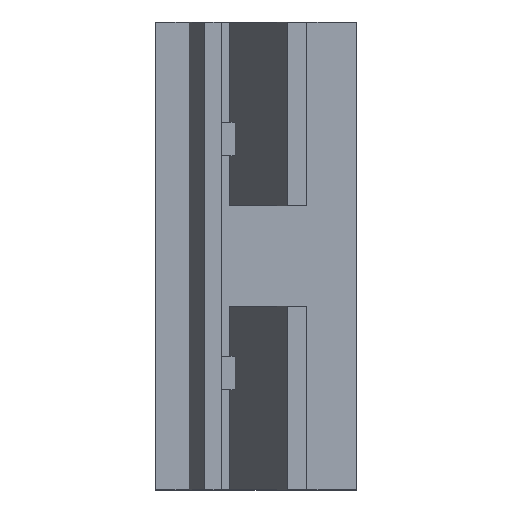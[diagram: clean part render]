
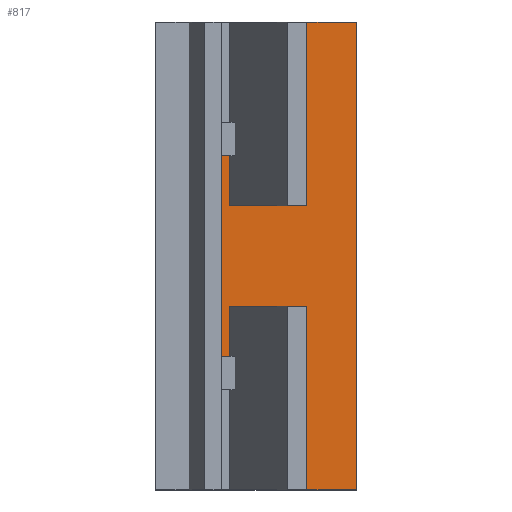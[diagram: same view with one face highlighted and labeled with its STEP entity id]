
A CAD part, top view. The second image highlights one B-rep face of the part: STEP entity #817.
In plain terms, the highlighted planar face has unit normal (0, 0, 1).
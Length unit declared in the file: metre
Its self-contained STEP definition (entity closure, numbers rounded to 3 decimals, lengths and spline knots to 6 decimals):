
#41=CIRCLE('',#890,0.0015);
#42=CIRCLE('',#891,0.0015);
#43=CIRCLE('',#892,0.0015);
#44=CIRCLE('',#893,0.0015);
#45=CIRCLE('',#894,0.0015);
#46=CIRCLE('',#895,0.0015);
#47=CIRCLE('',#896,0.0015);
#116=ORIENTED_EDGE('',*,*,#330,.T.);
#117=ORIENTED_EDGE('',*,*,#276,.F.);
#118=ORIENTED_EDGE('',*,*,#331,.T.);
#119=ORIENTED_EDGE('',*,*,#288,.T.);
#120=ORIENTED_EDGE('',*,*,#332,.T.);
#121=ORIENTED_EDGE('',*,*,#333,.T.);
#122=ORIENTED_EDGE('',*,*,#334,.T.);
#123=ORIENTED_EDGE('',*,*,#296,.F.);
#124=ORIENTED_EDGE('',*,*,#335,.F.);
#125=ORIENTED_EDGE('',*,*,#336,.T.);
#126=ORIENTED_EDGE('',*,*,#337,.F.);
#127=ORIENTED_EDGE('',*,*,#338,.T.);
#128=ORIENTED_EDGE('',*,*,#339,.F.);
#129=ORIENTED_EDGE('',*,*,#340,.F.);
#130=ORIENTED_EDGE('',*,*,#341,.F.);
#131=ORIENTED_EDGE('',*,*,#328,.T.);
#132=ORIENTED_EDGE('',*,*,#342,.T.);
#133=ORIENTED_EDGE('',*,*,#343,.T.);
#134=ORIENTED_EDGE('',*,*,#344,.T.);
#135=ORIENTED_EDGE('',*,*,#345,.T.);
#136=ORIENTED_EDGE('',*,*,#346,.T.);
#276=EDGE_CURVE('',#385,#387,#464,.T.);
#288=EDGE_CURVE('',#391,#396,#476,.T.);
#296=EDGE_CURVE('',#403,#404,#481,.T.);
#328=EDGE_CURVE('',#433,#432,#500,.T.);
#330=EDGE_CURVE('',#432,#387,#502,.T.);
#331=EDGE_CURVE('',#385,#391,#503,.T.);
#332=EDGE_CURVE('',#396,#434,#504,.T.);
#333=EDGE_CURVE('',#434,#435,#41,.T.);
#334=EDGE_CURVE('',#435,#404,#505,.T.);
#335=EDGE_CURVE('',#436,#403,#506,.T.);
#336=EDGE_CURVE('',#436,#437,#42,.T.);
#337=EDGE_CURVE('',#438,#437,#507,.T.);
#338=EDGE_CURVE('',#438,#439,#508,.T.);
#339=EDGE_CURVE('',#440,#439,#509,.T.);
#340=EDGE_CURVE('',#441,#440,#510,.T.);
#341=EDGE_CURVE('',#433,#441,#511,.T.);
#342=EDGE_CURVE('',#442,#442,#43,.T.);
#343=EDGE_CURVE('',#443,#443,#44,.T.);
#344=EDGE_CURVE('',#444,#444,#45,.T.);
#345=EDGE_CURVE('',#445,#445,#46,.T.);
#346=EDGE_CURVE('',#446,#446,#47,.T.);
#385=VERTEX_POINT('',#1169);
#387=VERTEX_POINT('',#1172);
#391=VERTEX_POINT('',#1184);
#396=VERTEX_POINT('',#1194);
#403=VERTEX_POINT('',#1212);
#404=VERTEX_POINT('',#1213);
#432=VERTEX_POINT('',#1275);
#433=VERTEX_POINT('',#1277);
#434=VERTEX_POINT('',#1283);
#435=VERTEX_POINT('',#1285);
#436=VERTEX_POINT('',#1288);
#437=VERTEX_POINT('',#1290);
#438=VERTEX_POINT('',#1292);
#439=VERTEX_POINT('',#1294);
#440=VERTEX_POINT('',#1296);
#441=VERTEX_POINT('',#1298);
#442=VERTEX_POINT('',#1301);
#443=VERTEX_POINT('',#1303);
#444=VERTEX_POINT('',#1305);
#445=VERTEX_POINT('',#1307);
#446=VERTEX_POINT('',#1309);
#464=LINE('',#1171,#544);
#476=LINE('',#1195,#556);
#481=LINE('',#1211,#561);
#500=LINE('',#1276,#580);
#502=LINE('',#1280,#582);
#503=LINE('',#1281,#583);
#504=LINE('',#1282,#584);
#505=LINE('',#1286,#585);
#506=LINE('',#1287,#586);
#507=LINE('',#1291,#587);
#508=LINE('',#1293,#588);
#509=LINE('',#1295,#589);
#510=LINE('',#1297,#590);
#511=LINE('',#1299,#591);
#544=VECTOR('',#943,1.);
#556=VECTOR('',#959,1.);
#561=VECTOR('',#974,1.);
#580=VECTOR('',#1025,1.);
#582=VECTOR('',#1029,1.);
#583=VECTOR('',#1030,1.);
#584=VECTOR('',#1031,1.);
#585=VECTOR('',#1034,1.);
#586=VECTOR('',#1035,1.);
#587=VECTOR('',#1038,1.);
#588=VECTOR('',#1039,1.);
#589=VECTOR('',#1040,1.);
#590=VECTOR('',#1041,1.);
#591=VECTOR('',#1042,1.);
#646=EDGE_LOOP('',(#116,#117,#118,#119,#120,#121,#122,#123,#124,#125,#126,
#127,#128,#129,#130,#131));
#647=EDGE_LOOP('',(#132));
#648=EDGE_LOOP('',(#133));
#649=EDGE_LOOP('',(#134));
#650=EDGE_LOOP('',(#135));
#651=EDGE_LOOP('',(#136));
#724=FACE_BOUND('',#646,.T.);
#725=FACE_BOUND('',#647,.T.);
#726=FACE_BOUND('',#648,.T.);
#727=FACE_BOUND('',#649,.T.);
#728=FACE_BOUND('',#650,.T.);
#729=FACE_BOUND('',#651,.T.);
#787=PLANE('',#889);
#817=ADVANCED_FACE('',(#724,#725,#726,#727,#728,#729),#787,.F.);
#889=AXIS2_PLACEMENT_3D('',#1279,#1027,#1028);
#890=AXIS2_PLACEMENT_3D('',#1284,#1032,#1033);
#891=AXIS2_PLACEMENT_3D('',#1289,#1036,#1037);
#892=AXIS2_PLACEMENT_3D('',#1300,#1043,#1044);
#893=AXIS2_PLACEMENT_3D('',#1302,#1045,#1046);
#894=AXIS2_PLACEMENT_3D('',#1304,#1047,#1048);
#895=AXIS2_PLACEMENT_3D('',#1306,#1049,#1050);
#896=AXIS2_PLACEMENT_3D('',#1308,#1051,#1052);
#943=DIRECTION('',(0.,1.,0.));
#959=DIRECTION('',(0.,1.,0.));
#974=DIRECTION('',(0.,1.,0.));
#1025=DIRECTION('',(0.,1.,0.));
#1027=DIRECTION('',(0.,0.,-1.));
#1028=DIRECTION('',(-1.,0.,0.));
#1029=DIRECTION('',(-1.,0.,0.));
#1030=DIRECTION('',(-1.,0.,0.));
#1031=DIRECTION('',(-1.,0.,0.));
#1032=DIRECTION('',(0.,0.,-1.));
#1033=DIRECTION('',(-1.,0.,0.));
#1034=DIRECTION('',(-1.,0.,0.));
#1035=DIRECTION('',(-1.,0.,0.));
#1036=DIRECTION('',(0.,0.,-1.));
#1037=DIRECTION('',(-1.,0.,0.));
#1038=DIRECTION('',(-1.,0.,0.));
#1039=DIRECTION('',(0.,1.,0.));
#1040=DIRECTION('',(-1.,0.,0.));
#1041=DIRECTION('',(0.,1.,0.));
#1042=DIRECTION('',(-1.,0.,0.));
#1043=DIRECTION('',(0.,0.,-1.));
#1044=DIRECTION('',(-1.,0.,0.));
#1045=DIRECTION('',(0.,0.,-1.));
#1046=DIRECTION('',(-1.,0.,0.));
#1047=DIRECTION('',(0.,0.,-1.));
#1048=DIRECTION('',(-1.,0.,0.));
#1049=DIRECTION('',(0.,0.,-1.));
#1050=DIRECTION('',(-1.,0.,0.));
#1051=DIRECTION('',(0.,0.,-1.));
#1052=DIRECTION('',(-1.,0.,0.));
#1169=CARTESIAN_POINT('',(-0.002226,0.015,0.004));
#1171=CARTESIAN_POINT('',(-0.002226,-0.07,0.004));
#1172=CARTESIAN_POINT('',(-0.002226,0.07,0.004));
#1184=CARTESIAN_POINT('',(-0.008,0.015,0.004));
#1194=CARTESIAN_POINT('',(-0.008,0.03,0.004));
#1195=CARTESIAN_POINT('',(-0.008,-0.07,0.004));
#1211=CARTESIAN_POINT('',(-0.015,-0.07,0.004));
#1212=CARTESIAN_POINT('',(-0.015,-0.03,0.004));
#1213=CARTESIAN_POINT('',(-0.015,0.03,0.004));
#1275=CARTESIAN_POINT('',(0.03,0.07,0.004));
#1276=CARTESIAN_POINT('',(0.03,-0.07,0.004));
#1277=CARTESIAN_POINT('',(0.03,-0.07,0.004));
#1279=CARTESIAN_POINT('',(0.013887,-0.07,0.004));
#1280=CARTESIAN_POINT('',(0.013887,0.07,0.004));
#1281=CARTESIAN_POINT('',(-0.005113,0.015,0.004));
#1282=CARTESIAN_POINT('',(-0.0115,0.03,0.004));
#1283=CARTESIAN_POINT('',(-0.0115,0.03,0.004));
#1284=CARTESIAN_POINT('',(-0.013,0.03,0.004));
#1285=CARTESIAN_POINT('',(-0.0145,0.03,0.004));
#1286=CARTESIAN_POINT('',(-0.0115,0.03,0.004));
#1287=CARTESIAN_POINT('',(-0.0115,-0.03,0.004));
#1288=CARTESIAN_POINT('',(-0.0145,-0.03,0.004));
#1289=CARTESIAN_POINT('',(-0.013,-0.03,0.004));
#1290=CARTESIAN_POINT('',(-0.0115,-0.03,0.004));
#1291=CARTESIAN_POINT('',(-0.0115,-0.03,0.004));
#1292=CARTESIAN_POINT('',(-0.008,-0.03,0.004));
#1293=CARTESIAN_POINT('',(-0.008,-0.07,0.004));
#1294=CARTESIAN_POINT('',(-0.008,-0.015,0.004));
#1295=CARTESIAN_POINT('',(-0.005113,-0.015,0.004));
#1296=CARTESIAN_POINT('',(-0.002226,-0.015,0.004));
#1297=CARTESIAN_POINT('',(-0.002226,-0.07,0.004));
#1298=CARTESIAN_POINT('',(-0.002226,-0.07,0.004));
#1299=CARTESIAN_POINT('',(0.013887,-0.07,0.004));
#1300=CARTESIAN_POINT('',(-0.013,-0.02,0.004));
#1301=CARTESIAN_POINT('',(-0.0145,-0.02,0.004));
#1302=CARTESIAN_POINT('',(-0.013,-0.01,0.004));
#1303=CARTESIAN_POINT('',(-0.0145,-0.01,0.004));
#1304=CARTESIAN_POINT('',(-0.013,0.,0.004));
#1305=CARTESIAN_POINT('',(-0.0145,0.,0.004));
#1306=CARTESIAN_POINT('',(-0.013,0.01,0.004));
#1307=CARTESIAN_POINT('',(-0.0145,0.01,0.004));
#1308=CARTESIAN_POINT('',(-0.013,0.02,0.004));
#1309=CARTESIAN_POINT('',(-0.0145,0.02,0.004));
